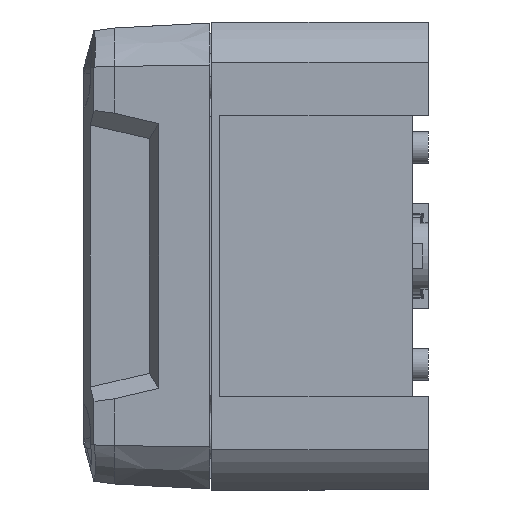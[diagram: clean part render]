
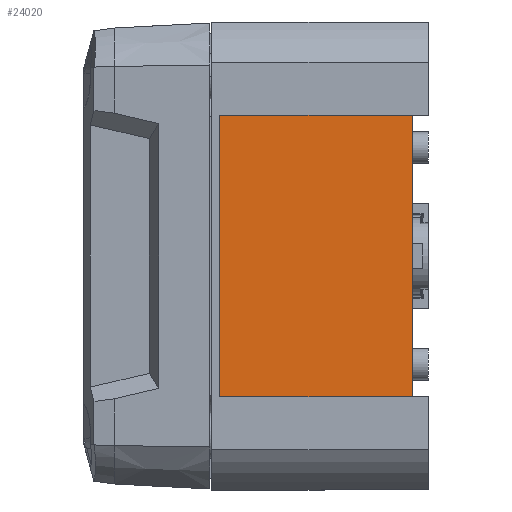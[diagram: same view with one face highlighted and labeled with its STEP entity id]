
A CAD part, left-side view. The second image highlights one B-rep face of the part: STEP entity #24020.
In plain terms, the highlighted planar face has unit normal (-1, 0, 0).
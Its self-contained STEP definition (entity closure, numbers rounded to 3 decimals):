
#2598 = VECTOR ( 'NONE', #20820, 1000. ) ;
#3126 = DIRECTION ( 'NONE',  ( -1., 0., 0. ) ) ;
#3854 = DIRECTION ( 'NONE',  ( 0., 1., 0. ) ) ;
#4455 = VERTEX_POINT ( 'NONE', #11239 ) ;
#4708 = VERTEX_POINT ( 'NONE', #8867 ) ;
#5868 = CARTESIAN_POINT ( 'NONE',  ( -73.741, 0., 0. ) ) ;
#8275 = LINE ( 'NONE', #38929, #2598 ) ;
#8303 = VECTOR ( 'NONE', #30492, 1000. ) ;
#8867 = CARTESIAN_POINT ( 'NONE',  ( -73.741, 0., -35.05 ) ) ;
#9082 = EDGE_CURVE ( 'NONE', #4708, #28234, #26699, .T. ) ;
#10923 = CARTESIAN_POINT ( 'NONE',  ( -73.741, 48., -35.05 ) ) ;
#11239 = CARTESIAN_POINT ( 'NONE',  ( -73.741, 48., 35.05 ) ) ;
#11421 = FACE_OUTER_BOUND ( 'NONE', #36506, .T. ) ;
#11489 = ORIENTED_EDGE ( 'NONE', *, *, #33051, .T. ) ;
#11809 = PLANE ( 'NONE',  #21328 ) ;
#13197 = VERTEX_POINT ( 'NONE', #24809 ) ;
#14609 = EDGE_CURVE ( 'NONE', #4455, #13197, #8275, .T. ) ;
#16248 = VECTOR ( 'NONE', #32107, 1000. ) ;
#17226 = LINE ( 'NONE', #10923, #16248 ) ;
#19989 = LINE ( 'NONE', #37086, #27583 ) ;
#20820 = DIRECTION ( 'NONE',  ( 0., 0., -1. ) ) ;
#21328 = AXIS2_PLACEMENT_3D ( 'NONE', #5868, #3126, #32986 ) ;
#23183 = EDGE_CURVE ( 'NONE', #28234, #4455, #19989, .T. ) ;
#23944 = ORIENTED_EDGE ( 'NONE', *, *, #23183, .T. ) ;
#24020 = ADVANCED_FACE ( 'NONE', ( #11421 ), #11809, .T. ) ;
#24809 = CARTESIAN_POINT ( 'NONE',  ( -73.741, 48., -35.05 ) ) ;
#26699 = LINE ( 'NONE', #30900, #8303 ) ;
#27583 = VECTOR ( 'NONE', #3854, 1000. ) ;
#28234 = VERTEX_POINT ( 'NONE', #36414 ) ;
#28860 = ORIENTED_EDGE ( 'NONE', *, *, #9082, .T. ) ;
#30492 = DIRECTION ( 'NONE',  ( 0., 0., 1. ) ) ;
#30900 = CARTESIAN_POINT ( 'NONE',  ( -73.741, 0., 0. ) ) ;
#32107 = DIRECTION ( 'NONE',  ( 0., -1., 0. ) ) ;
#32986 = DIRECTION ( 'NONE',  ( 0., 0., 1. ) ) ;
#33051 = EDGE_CURVE ( 'NONE', #13197, #4708, #17226, .T. ) ;
#33396 = ORIENTED_EDGE ( 'NONE', *, *, #14609, .T. ) ;
#36414 = CARTESIAN_POINT ( 'NONE',  ( -73.741, 0., 35.05 ) ) ;
#36506 = EDGE_LOOP ( 'NONE', ( #11489, #28860, #23944, #33396 ) ) ;
#37086 = CARTESIAN_POINT ( 'NONE',  ( -73.741, 48., 35.05 ) ) ;
#38929 = CARTESIAN_POINT ( 'NONE',  ( -73.741, 48., -35.05 ) ) ;
